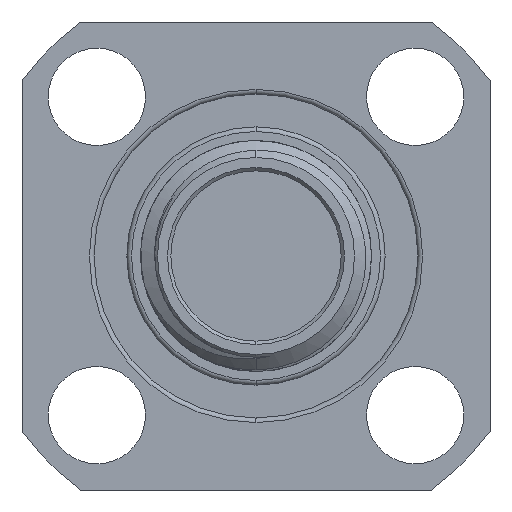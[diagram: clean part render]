
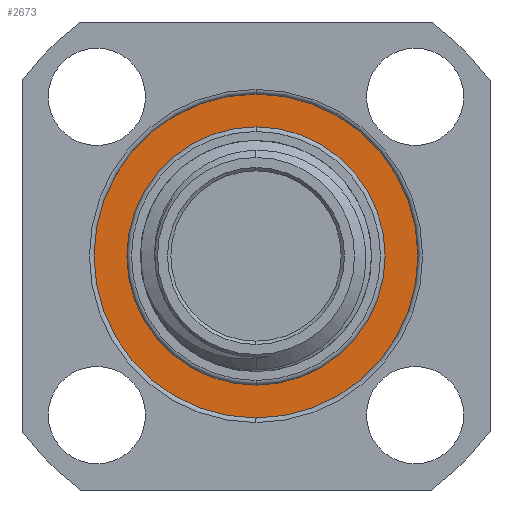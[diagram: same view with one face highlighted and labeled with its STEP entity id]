
A CAD part, left-side view. The second image highlights one B-rep face of the part: STEP entity #2673.
In plain terms, the highlighted planar face has unit normal (-1, 0, 0).
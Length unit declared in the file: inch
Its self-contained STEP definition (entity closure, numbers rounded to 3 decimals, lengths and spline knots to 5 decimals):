
#465 = ORIENTED_EDGE ( 'NONE', *, *, #1213, .T. ) ;
#529 = CARTESIAN_POINT ( 'NONE',  ( 0.427, 0., 0. ) ) ;
#663 = AXIS2_PLACEMENT_3D ( 'NONE', #5512, #2732, #3230 ) ;
#751 = CARTESIAN_POINT ( 'NONE',  ( 0.427, 0., -0.173 ) ) ;
#830 = CIRCLE ( 'NONE', #4283, 0.138 ) ;
#834 = EDGE_CURVE ( 'NONE', #5285, #2626, #1580, .T. ) ;
#842 = CARTESIAN_POINT ( 'NONE',  ( 0.427, 0., -0.138 ) ) ;
#1213 = EDGE_CURVE ( 'NONE', #2626, #5285, #3330, .T. ) ;
#1327 = CARTESIAN_POINT ( 'NONE',  ( 0.427, 0., 0. ) ) ;
#1391 = EDGE_CURVE ( 'NONE', #2664, #4890, #830, .T. ) ;
#1502 = DIRECTION ( 'NONE',  ( 0., 0., 1. ) ) ;
#1580 = CIRCLE ( 'NONE', #2965, 0.173 ) ;
#1772 = DIRECTION ( 'NONE',  ( 1., 0., 0. ) ) ;
#2479 = DIRECTION ( 'NONE',  ( 0., 0., 1. ) ) ;
#2551 = AXIS2_PLACEMENT_3D ( 'NONE', #1327, #4138, #5128 ) ;
#2626 = VERTEX_POINT ( 'NONE', #751 ) ;
#2638 = CARTESIAN_POINT ( 'NONE',  ( 0.427, 0., 0.138 ) ) ;
#2664 = VERTEX_POINT ( 'NONE', #842 ) ;
#2673 = ADVANCED_FACE ( 'NONE', ( #3079, #5884 ), #4489, .F. ) ;
#2712 = ORIENTED_EDGE ( 'NONE', *, *, #1391, .F. ) ;
#2732 = DIRECTION ( 'NONE',  ( -1., 0., 0. ) ) ;
#2785 = ORIENTED_EDGE ( 'NONE', *, *, #4568, .F. ) ;
#2944 = DIRECTION ( 'NONE',  ( -1., 0., 0. ) ) ;
#2965 = AXIS2_PLACEMENT_3D ( 'NONE', #3357, #5243, #1502 ) ;
#3031 = EDGE_LOOP ( 'NONE', ( #2785, #2712 ) ) ;
#3079 = FACE_OUTER_BOUND ( 'NONE', #3103, .T. ) ;
#3103 = EDGE_LOOP ( 'NONE', ( #5419, #465 ) ) ;
#3230 = DIRECTION ( 'NONE',  ( 0., 0., 1. ) ) ;
#3330 = CIRCLE ( 'NONE', #663, 0.173 ) ;
#3357 = CARTESIAN_POINT ( 'NONE',  ( 0.427, 0., 0. ) ) ;
#3704 = CARTESIAN_POINT ( 'NONE',  ( 0.427, 0., 0.138 ) ) ;
#4085 = DIRECTION ( 'NONE',  ( 0., 1., 0. ) ) ;
#4106 = AXIS2_PLACEMENT_3D ( 'NONE', #2638, #1772, #4085 ) ;
#4138 = DIRECTION ( 'NONE',  ( -1., 0., 0. ) ) ;
#4283 = AXIS2_PLACEMENT_3D ( 'NONE', #529, #2944, #2479 ) ;
#4489 = PLANE ( 'NONE',  #4106 ) ;
#4568 = EDGE_CURVE ( 'NONE', #4890, #2664, #5212, .T. ) ;
#4890 = VERTEX_POINT ( 'NONE', #3704 ) ;
#4991 = CARTESIAN_POINT ( 'NONE',  ( 0.427, 0., 0.173 ) ) ;
#5128 = DIRECTION ( 'NONE',  ( 0., 0., 1. ) ) ;
#5212 = CIRCLE ( 'NONE', #2551, 0.138 ) ;
#5243 = DIRECTION ( 'NONE',  ( -1., 0., 0. ) ) ;
#5285 = VERTEX_POINT ( 'NONE', #4991 ) ;
#5419 = ORIENTED_EDGE ( 'NONE', *, *, #834, .T. ) ;
#5512 = CARTESIAN_POINT ( 'NONE',  ( 0.427, 0., 0. ) ) ;
#5884 = FACE_BOUND ( 'NONE', #3031, .T. ) ;
